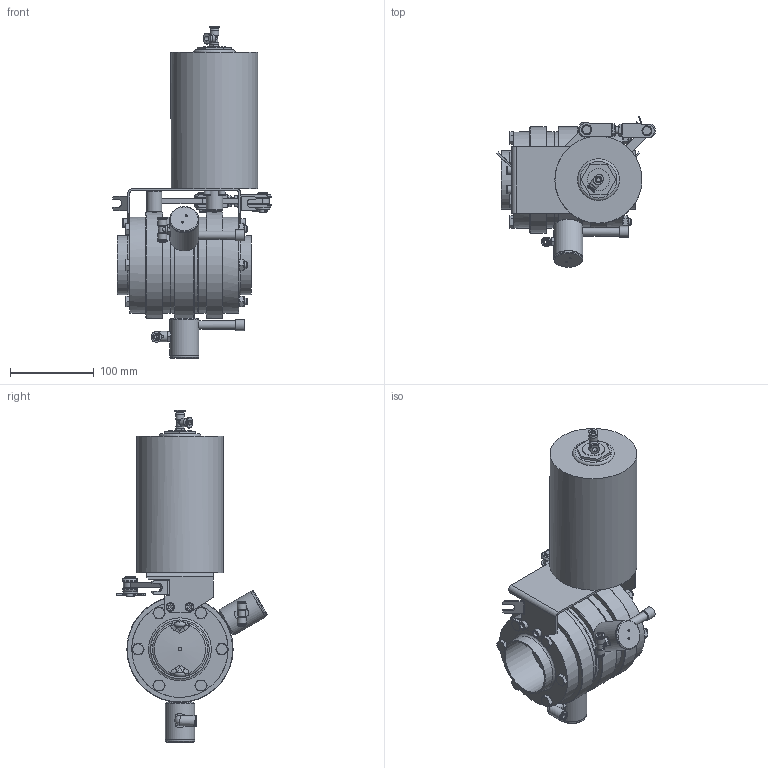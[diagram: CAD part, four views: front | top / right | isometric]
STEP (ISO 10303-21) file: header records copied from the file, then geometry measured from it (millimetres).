
FILE_DESCRIPTION((''),'2;1');
FILE_NAME('59540065XX20.stp','2010-12-07T12:14:42',('Creator'),(''),'Autodesk Inventor 2010','Autodesk Inventor 2010','');
FILE_SCHEMA(('AUTOMOTIVE_DESIGN { 1 0 10303 214 1 1 1 1 }'));
Length unit declared in the file: millimetre
Products named in the file (1): 59540065XX20
Bounding box: 189.58 x 179.63 x 396.7 mm (x, y, z)
Volume: 2680800 mm3; surface area: 353373 mm2
Topology: 31 solids, 35 shells, 1242 faces, 2964 edges, 1846 vertices
Faces by surface type: plane 591, cylinder 327, cone 189, bspline 70, torus 63, sphere 2
Full cylindrical faces by diameter (mm): 0.1 x2, 2.6 x4, 3 x2, 4 x2, 4.134 x4, 4.6 x2, 4.864 x1, 4.917 x4, 5 x6, 5.2 x1, 5.5 x6, 6 x11, 6.647 x2, 7 x4, 7.2 x4, 7.323 x6, 7.875 x3, 7.9 x2, 8 x21, 8.2 x4, 8.4 x4, 8.5 x10, 8.75 x1, 8.8 x1, 9 x4, 9.5 x2, 9.9 x2, 10 x10, 10.5 x2, 11 x2
Entity records: 44138 total; most frequent: CARTESIAN_POINT 18457, DIRECTION 5124, ORIENTED_EDGE 4812, EDGE_CURVE 2406, AXIS2_PLACEMENT_3D 2136, EDGE_LOOP 1845, VERTEX_POINT 1691, FACE_OUTER_BOUND 1235
